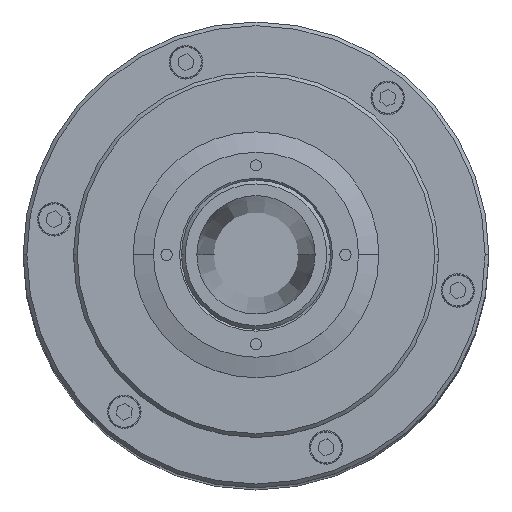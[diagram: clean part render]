
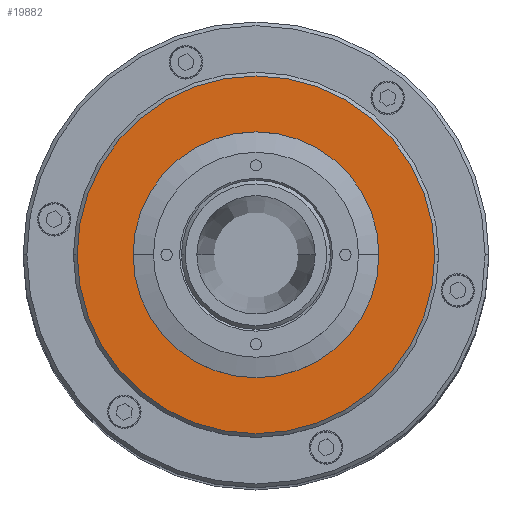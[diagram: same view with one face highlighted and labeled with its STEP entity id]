
A CAD part, top view. The second image highlights one B-rep face of the part: STEP entity #19882.
In plain terms, the highlighted planar face has unit normal (0, 0, 1).
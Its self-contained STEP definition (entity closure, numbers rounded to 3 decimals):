
#139 = DIRECTION ( 'NONE',  ( -1., 0., 0. ) ) ;
#424 = CIRCLE ( 'NONE', #6188, 20. ) ;
#716 = CARTESIAN_POINT ( 'NONE',  ( 0., 0., 0. ) ) ;
#1605 = CIRCLE ( 'NONE', #19400, 20. ) ;
#2555 = VERTEX_POINT ( 'NONE', #18827 ) ;
#2694 = EDGE_LOOP ( 'NONE', ( #6455, #14387 ) ) ;
#3212 = EDGE_CURVE ( 'NONE', #5334, #2555, #15607, .T. ) ;
#3799 = FACE_BOUND ( 'NONE', #2694, .T. ) ;
#4042 = DIRECTION ( 'NONE',  ( 0., 0., 1. ) ) ;
#5334 = VERTEX_POINT ( 'NONE', #15487 ) ;
#6188 = AXIS2_PLACEMENT_3D ( 'NONE', #17628, #4042, #13530 ) ;
#6455 = ORIENTED_EDGE ( 'NONE', *, *, #15102, .F. ) ;
#6752 = ORIENTED_EDGE ( 'NONE', *, *, #3212, .T. ) ;
#7375 = CARTESIAN_POINT ( 'NONE',  ( 20., 0., 0. ) ) ;
#9299 = EDGE_CURVE ( 'NONE', #2555, #5334, #21598, .T. ) ;
#10263 = DIRECTION ( 'NONE',  ( 0., 0., 1. ) ) ;
#10417 = DIRECTION ( 'NONE',  ( 1., 0., 0. ) ) ;
#11493 = PLANE ( 'NONE',  #17176 ) ;
#12252 = DIRECTION ( 'NONE',  ( 0., 0., 1. ) ) ;
#12328 = CARTESIAN_POINT ( 'NONE',  ( -20., 0., 0. ) ) ;
#13163 = CARTESIAN_POINT ( 'NONE',  ( 0., 20., 0. ) ) ;
#13530 = DIRECTION ( 'NONE',  ( 1., 0., 0. ) ) ;
#13715 = CARTESIAN_POINT ( 'NONE',  ( 0., 0., 0. ) ) ;
#14387 = ORIENTED_EDGE ( 'NONE', *, *, #14542, .F. ) ;
#14542 = EDGE_CURVE ( 'NONE', #15241, #15774, #424, .T. ) ;
#14905 = ORIENTED_EDGE ( 'NONE', *, *, #9299, .T. ) ;
#15102 = EDGE_CURVE ( 'NONE', #15774, #15241, #1605, .T. ) ;
#15241 = VERTEX_POINT ( 'NONE', #12328 ) ;
#15487 = CARTESIAN_POINT ( 'NONE',  ( 48., 0., 0. ) ) ;
#15607 = CIRCLE ( 'NONE', #19541, 48. ) ;
#15774 = VERTEX_POINT ( 'NONE', #7375 ) ;
#16109 = DIRECTION ( 'NONE',  ( -1., 0., 0. ) ) ;
#17176 = AXIS2_PLACEMENT_3D ( 'NONE', #13163, #22934, #139 ) ;
#17628 = CARTESIAN_POINT ( 'NONE',  ( 0., 0., 0. ) ) ;
#18827 = CARTESIAN_POINT ( 'NONE',  ( -48., 0., 0. ) ) ;
#19400 = AXIS2_PLACEMENT_3D ( 'NONE', #716, #12252, #10417 ) ;
#19470 = AXIS2_PLACEMENT_3D ( 'NONE', #13715, #21181, #22911 ) ;
#19541 = AXIS2_PLACEMENT_3D ( 'NONE', #19636, #10263, #16109 ) ;
#19636 = CARTESIAN_POINT ( 'NONE',  ( 0., 0., 0. ) ) ;
#19882 = ADVANCED_FACE ( 'NONE', ( #23714, #3799 ), #11493, .F. ) ;
#21181 = DIRECTION ( 'NONE',  ( 0., 0., 1. ) ) ;
#21598 = CIRCLE ( 'NONE', #19470, 48. ) ;
#22911 = DIRECTION ( 'NONE',  ( -1., 0., 0. ) ) ;
#22934 = DIRECTION ( 'NONE',  ( 0., 0., -1. ) ) ;
#23714 = FACE_OUTER_BOUND ( 'NONE', #24321, .T. ) ;
#24321 = EDGE_LOOP ( 'NONE', ( #14905, #6752 ) ) ;
